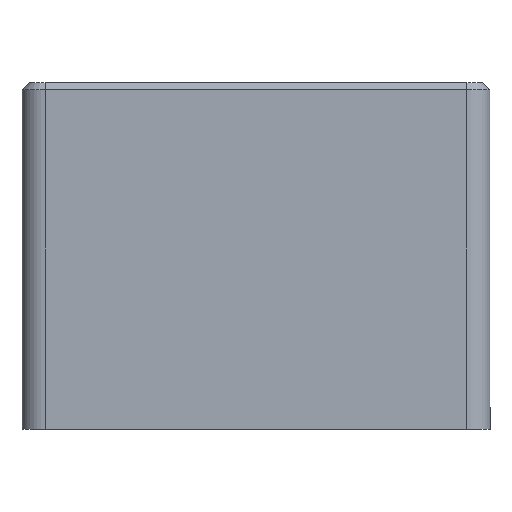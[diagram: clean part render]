
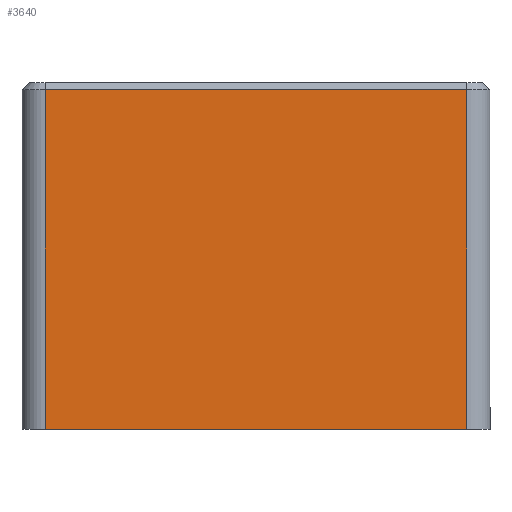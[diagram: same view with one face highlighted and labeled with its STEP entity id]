
A CAD part, left-side view. The second image highlights one B-rep face of the part: STEP entity #3640.
In plain terms, the highlighted planar face has unit normal (-1, 0, 0).
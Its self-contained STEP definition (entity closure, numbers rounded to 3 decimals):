
#104 = EDGE_CURVE ( 'NONE', #3222, #20328, #11207, .T. ) ;
#292 = CARTESIAN_POINT ( 'NONE',  ( 183.85, -45., 2. ) ) ;
#1890 = LINE ( 'NONE', #292, #14019 ) ;
#3222 = VERTEX_POINT ( 'NONE', #20518 ) ;
#3640 = ADVANCED_FACE ( 'NONE', ( #10067 ), #14900, .F. ) ;
#3725 = CARTESIAN_POINT ( 'NONE',  ( 183.85, -45., 0.5 ) ) ;
#4402 = LINE ( 'NONE', #17575, #16667 ) ;
#4592 = ORIENTED_EDGE ( 'NONE', *, *, #19027, .T. ) ;
#5245 = CARTESIAN_POINT ( 'NONE',  ( 183.85, 0., 2. ) ) ;
#5952 = EDGE_CURVE ( 'NONE', #20328, #12394, #1890, .T. ) ;
#7595 = EDGE_LOOP ( 'NONE', ( #19240, #11256, #4592, #17895 ) ) ;
#8073 = VECTOR ( 'NONE', #11582, 1000. ) ;
#8150 = DIRECTION ( 'NONE',  ( 1., 0., 0. ) ) ;
#8257 = DIRECTION ( 'NONE',  ( 0., 0., -1. ) ) ;
#9433 = DIRECTION ( 'NONE',  ( 0., 1., 0. ) ) ;
#9519 = VECTOR ( 'NONE', #10542, 1000. ) ;
#10067 = FACE_OUTER_BOUND ( 'NONE', #7595, .T. ) ;
#10542 = DIRECTION ( 'NONE',  ( 0., -1., 0. ) ) ;
#11207 = LINE ( 'NONE', #17738, #9519 ) ;
#11256 = ORIENTED_EDGE ( 'NONE', *, *, #11707, .T. ) ;
#11582 = DIRECTION ( 'NONE',  ( 0., 0., -1. ) ) ;
#11605 = VERTEX_POINT ( 'NONE', #12346 ) ;
#11707 = EDGE_CURVE ( 'NONE', #12394, #11605, #4402, .T. ) ;
#12346 = CARTESIAN_POINT ( 'NONE',  ( 183.85, 45., 0.5 ) ) ;
#12394 = VERTEX_POINT ( 'NONE', #3725 ) ;
#13033 = CARTESIAN_POINT ( 'NONE',  ( 183.85, -45., -72. ) ) ;
#13404 = LINE ( 'NONE', #19924, #8073 ) ;
#14019 = VECTOR ( 'NONE', #18092, 1000. ) ;
#14900 = PLANE ( 'NONE',  #20201 ) ;
#16667 = VECTOR ( 'NONE', #9433, 1000. ) ;
#17575 = CARTESIAN_POINT ( 'NONE',  ( 183.85, 45., 0.5 ) ) ;
#17738 = CARTESIAN_POINT ( 'NONE',  ( 183.85, 0., -72. ) ) ;
#17895 = ORIENTED_EDGE ( 'NONE', *, *, #104, .T. ) ;
#18092 = DIRECTION ( 'NONE',  ( 0., 0., 1. ) ) ;
#19027 = EDGE_CURVE ( 'NONE', #11605, #3222, #13404, .T. ) ;
#19240 = ORIENTED_EDGE ( 'NONE', *, *, #5952, .T. ) ;
#19924 = CARTESIAN_POINT ( 'NONE',  ( 183.85, 45., 2. ) ) ;
#20201 = AXIS2_PLACEMENT_3D ( 'NONE', #5245, #8150, #8257 ) ;
#20328 = VERTEX_POINT ( 'NONE', #13033 ) ;
#20518 = CARTESIAN_POINT ( 'NONE',  ( 183.85, 45., -72. ) ) ;
